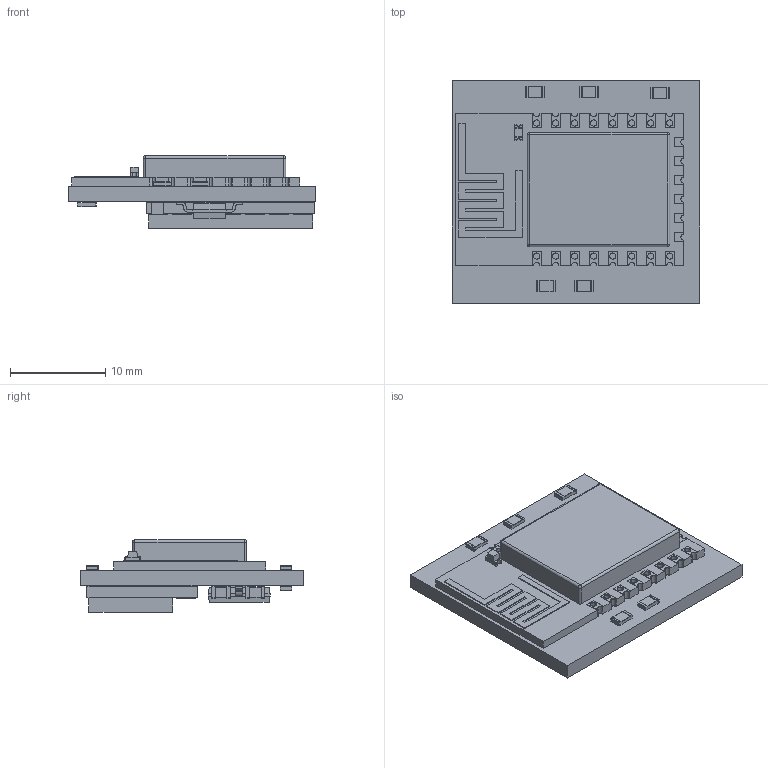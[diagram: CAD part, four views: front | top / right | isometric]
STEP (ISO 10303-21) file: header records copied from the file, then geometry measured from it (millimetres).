
FILE_DESCRIPTION(('KiCad electronic assembly'),'2;1');
FILE_NAME('esp8266_pzem16_ac.step','2023-02-12T18:21:20',('Pcbnew'),( 'Kicad'),'Open CASCADE STEP processor 7.6','KiCad to STEP converter' ,'Unknown');
FILE_SCHEMA(('AUTOMOTIVE_DESIGN { 1 0 10303 214 1 1 1 1 }'));
Length unit declared in the file: millimetre
Products named in the file (20): esp8266_pzem16_ac 1; R_0805_2012Metric; SOLID; ESP-12E; COMPOUND; R411A01; SOT-223; C_0805_2012Metric; esp8266_pzem16_ac PCB
Assembly tree (25 placements, depth 3):
  esp8266_pzem16_ac 1
    R_0805_2012Metric  x6
      SOLID
    ESP-12E
      COMPOUND
    R411A01
      SOLID
      SOLID
      SOLID
      SOLID
      SOLID
      SOLID
      SOLID
      SOLID
      SOLID
    SOT-223
      SOLID
    C_0805_2012Metric  x2
      SOLID
    esp8266_pzem16_ac PCB
Bounding box: 26.04 x 23.37 x 7.63 mm (x, y, z)
Volume: 2254.4 mm3; surface area: 4006.6 mm2
Topology: 67 solids, 67 shells, 954 faces, 2348 edges, 1540 vertices
Faces by surface type: plane 646, cylinder 252, bspline 52, sphere 4
Full cylindrical faces by diameter (mm): 0.65 x16, 0.7 x16, 0.75 x14
Entity records: 54415 total; most frequent: CARTESIAN_POINT 10570, DIRECTION 7205, LINE 4714, VECTOR 4714, ORIENTED_EDGE 3864, PCURVE 3864, DEFINITIONAL_REPRESENTATION 3864, EDGE_CURVE 1932
